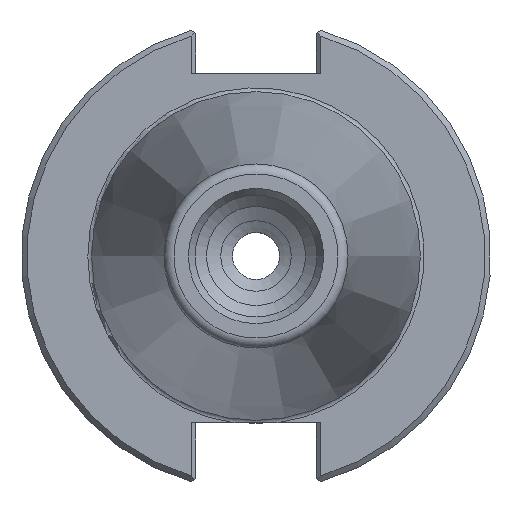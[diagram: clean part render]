
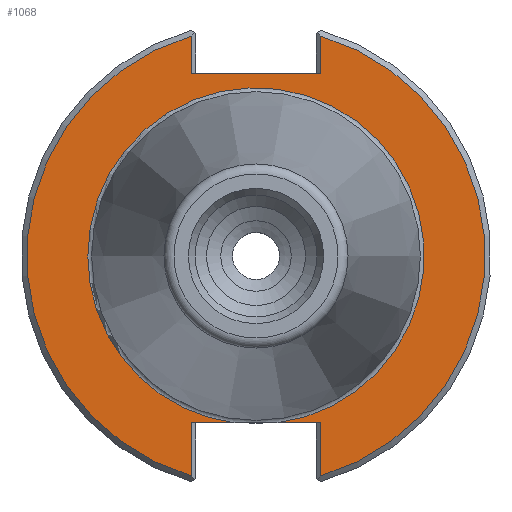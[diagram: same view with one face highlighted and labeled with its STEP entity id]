
A CAD part, left-side view. The second image highlights one B-rep face of the part: STEP entity #1068.
In plain terms, the highlighted planar face has unit normal (-1, 0, 0).
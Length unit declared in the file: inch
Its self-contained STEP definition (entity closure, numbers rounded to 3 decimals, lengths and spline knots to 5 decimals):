
#598=CARTESIAN_POINT('',(0.125,0.345,0.972));
#599=VERTEX_POINT('',#598);
#606=CARTESIAN_POINT('',(0.125,-0.345,0.972));
#607=VERTEX_POINT('',#606);
#608=CARTESIAN_POINT('',(0.125,0.345,0.972));
#609=DIRECTION('',(0.0,-1.0,0.0));
#610=VECTOR('',#609,0.69);
#611=LINE('',#608,#610);
#612=EDGE_CURVE('',#599,#607,#611,.T.);
#958=CARTESIAN_POINT('',(0.125,-0.11172,-0.888));
#959=VERTEX_POINT('',#958);
#960=CARTESIAN_POINT('',(0.125,0.11172,-0.888));
#961=VERTEX_POINT('',#960);
#976=CARTESIAN_POINT('',(0.125,0.0,0.0));
#977=DIRECTION('',(-1.0,0.0,0.0));
#978=DIRECTION('',(0.0,-1.0,0.0));
#979=AXIS2_PLACEMENT_3D('',#976,#977,#978);
#980=CIRCLE('',#979,0.895);
#981=EDGE_CURVE('',#959,#961,#980,.T.);
#997=CARTESIAN_POINT('',(0.125,1.0625,0.0));
#998=DIRECTION('',(-1.0,0.0,0.0));
#999=DIRECTION('',(0.0,0.0,1.0));
#1000=AXIS2_PLACEMENT_3D('',#997,#998,#999);
#1001=PLANE('',#1000);
#1002=ORIENTED_EDGE('',*,*,#981,.F.);
#1003=CARTESIAN_POINT('',(0.125,-0.345,-0.888));
#1004=VERTEX_POINT('',#1003);
#1005=CARTESIAN_POINT('',(0.125,-0.345,-0.888));
#1006=DIRECTION('',(0.0,1.0,0.0));
#1007=VECTOR('',#1006,0.23328);
#1008=LINE('',#1005,#1007);
#1009=EDGE_CURVE('',#1004,#959,#1008,.T.);
#1010=ORIENTED_EDGE('',*,*,#1009,.F.);
#1011=CARTESIAN_POINT('',(0.125,-0.345,-1.1702));
#1012=VERTEX_POINT('',#1011);
#1013=CARTESIAN_POINT('',(0.125,-0.345,-1.1702));
#1014=DIRECTION('',(0.0,0.0,1.0));
#1015=VECTOR('',#1014,0.2822);
#1016=LINE('',#1013,#1015);
#1017=EDGE_CURVE('',#1012,#1004,#1016,.T.);
#1018=ORIENTED_EDGE('',*,*,#1017,.F.);
#1019=CARTESIAN_POINT('',(0.125,-0.345,1.1702));
#1020=VERTEX_POINT('',#1019);
#1021=CARTESIAN_POINT('',(0.125,0.0,0.0));
#1022=DIRECTION('',(1.0,0.0,0.0));
#1023=DIRECTION('',(0.0,-1.0,0.0));
#1024=AXIS2_PLACEMENT_3D('',#1021,#1022,#1023);
#1025=CIRCLE('',#1024,1.22);
#1026=EDGE_CURVE('',#1020,#1012,#1025,.T.);
#1027=ORIENTED_EDGE('',*,*,#1026,.F.);
#1028=CARTESIAN_POINT('',(0.125,-0.345,0.972));
#1029=DIRECTION('',(0.0,0.0,1.0));
#1030=VECTOR('',#1029,0.1982);
#1031=LINE('',#1028,#1030);
#1032=EDGE_CURVE('',#607,#1020,#1031,.T.);
#1033=ORIENTED_EDGE('',*,*,#1032,.F.);
#1034=ORIENTED_EDGE('',*,*,#612,.F.);
#1035=CARTESIAN_POINT('',(0.125,0.345,1.1702));
#1036=VERTEX_POINT('',#1035);
#1037=CARTESIAN_POINT('',(0.125,0.345,1.1702));
#1038=DIRECTION('',(0.0,0.0,-1.0));
#1039=VECTOR('',#1038,0.1982);
#1040=LINE('',#1037,#1039);
#1041=EDGE_CURVE('',#1036,#599,#1040,.T.);
#1042=ORIENTED_EDGE('',*,*,#1041,.F.);
#1043=CARTESIAN_POINT('',(0.125,0.345,-1.1702));
#1044=VERTEX_POINT('',#1043);
#1045=CARTESIAN_POINT('',(0.125,0.0,0.0));
#1046=DIRECTION('',(1.0,0.0,0.0));
#1047=DIRECTION('',(0.0,1.0,0.0));
#1048=AXIS2_PLACEMENT_3D('',#1045,#1046,#1047);
#1049=CIRCLE('',#1048,1.22);
#1050=EDGE_CURVE('',#1044,#1036,#1049,.T.);
#1051=ORIENTED_EDGE('',*,*,#1050,.F.);
#1052=CARTESIAN_POINT('',(0.125,0.345,-0.888));
#1053=VERTEX_POINT('',#1052);
#1054=CARTESIAN_POINT('',(0.125,0.345,-0.888));
#1055=DIRECTION('',(0.0,0.0,-1.0));
#1056=VECTOR('',#1055,0.2822);
#1057=LINE('',#1054,#1056);
#1058=EDGE_CURVE('',#1053,#1044,#1057,.T.);
#1059=ORIENTED_EDGE('',*,*,#1058,.F.);
#1060=CARTESIAN_POINT('',(0.125,0.11172,-0.888));
#1061=DIRECTION('',(0.0,1.0,0.0));
#1062=VECTOR('',#1061,0.23328);
#1063=LINE('',#1060,#1062);
#1064=EDGE_CURVE('',#961,#1053,#1063,.T.);
#1065=ORIENTED_EDGE('',*,*,#1064,.F.);
#1066=EDGE_LOOP('',(#1002,#1010,#1018,#1027,#1033,#1034,#1042,#1051,#1059,#1065));
#1067=FACE_OUTER_BOUND('',#1066,.T.);
#1068=ADVANCED_FACE('',(#1067),#1001,.T.);
